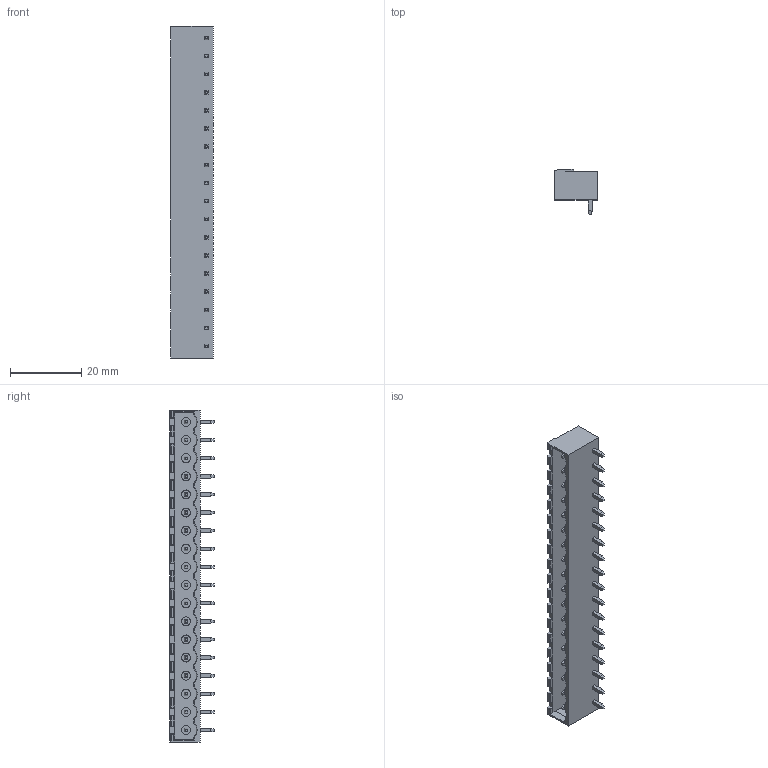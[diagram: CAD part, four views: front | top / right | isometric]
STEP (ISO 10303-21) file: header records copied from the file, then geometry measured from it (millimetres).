
FILE_DESCRIPTION (( 'STEP AP214' ), '1' );
FILE_NAME ('CUI_DEVICES_TBP01R1-508-18BE.step', '2019-10-21T10:19:36', ( '' ), ( '' ), 'SwSTEP 2.0', 'SolidWorks 2019', '' );
FILE_SCHEMA (( 'AUTOMOTIVE_DESIGN' ));
Length unit declared in the file: millimetre
Products named in the file (1): CUI_DEVICES_TBP01R1-508-18BE
Bounding box: 12 x 12.5 x 93.04 mm (x, y, z)
Volume: 4792.7 mm3; surface area: 6501.7 mm2
Topology: 1 solids, 1 shells, 811 faces, 1939 edges, 1148 vertices
Faces by surface type: plane 575, cylinder 182, bspline 36, cone 18
Entity records: 26523 total; most frequent: CARTESIAN_POINT 4841, ORIENTED_EDGE 3806, DIRECTION 3581, EDGE_CURVE 1903, LINE 1485, VECTOR 1485, VERTEX_POINT 1148, AXIS2_PLACEMENT_3D 1048
